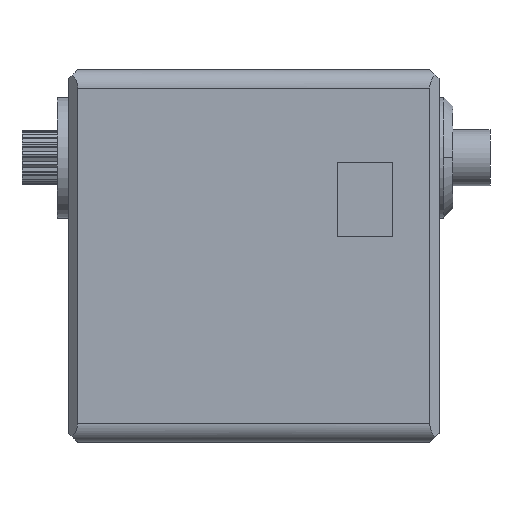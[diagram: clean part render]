
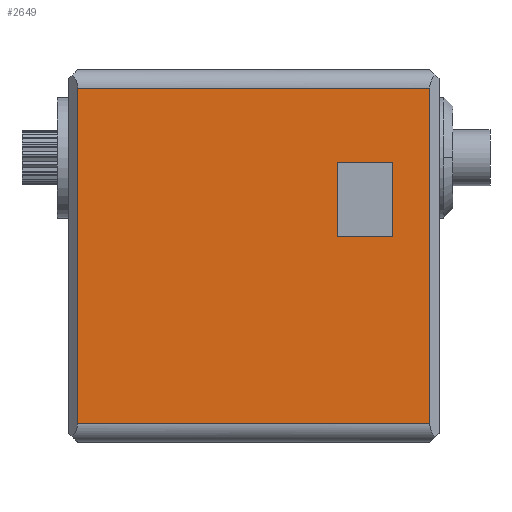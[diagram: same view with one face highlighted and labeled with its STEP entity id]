
A CAD part, top view. The second image highlights one B-rep face of the part: STEP entity #2649.
In plain terms, the highlighted planar face has unit normal (0, 0, 1).
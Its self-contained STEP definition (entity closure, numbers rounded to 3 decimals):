
#41 = VECTOR ( 'NONE', #2590, 1000. ) ;
#43 = VERTEX_POINT ( 'NONE', #2967 ) ;
#87 = DIRECTION ( 'NONE',  ( 0., 1., 0. ) ) ;
#141 = DIRECTION ( 'NONE',  ( 1., 0., 0. ) ) ;
#197 = EDGE_LOOP ( 'NONE', ( #2783, #1603, #2993, #3021 ) ) ;
#224 = CARTESIAN_POINT ( 'NONE',  ( 19., -18.1, 20. ) ) ;
#231 = VERTEX_POINT ( 'NONE', #723 ) ;
#312 = VERTEX_POINT ( 'NONE', #1834 ) ;
#332 = ORIENTED_EDGE ( 'NONE', *, *, #2506, .F. ) ;
#356 = EDGE_LOOP ( 'NONE', ( #1370, #332, #1697, #3060 ) ) ;
#383 = DIRECTION ( 'NONE',  ( 0., -1., 0. ) ) ;
#438 = EDGE_CURVE ( 'NONE', #2701, #1643, #1870, .T. ) ;
#516 = CARTESIAN_POINT ( 'NONE',  ( 9., 10.1, 20. ) ) ;
#678 = PLANE ( 'NONE',  #705 ) ;
#705 = AXIS2_PLACEMENT_3D ( 'NONE', #3032, #3309, #141 ) ;
#723 = CARTESIAN_POINT ( 'NONE',  ( 9., 2.1, 20. ) ) ;
#743 = DIRECTION ( 'NONE',  ( -1., 0., 0. ) ) ;
#753 = EDGE_CURVE ( 'NONE', #3084, #2165, #1644, .T. ) ;
#777 = CARTESIAN_POINT ( 'NONE',  ( -19., 18.1, 20. ) ) ;
#897 = CARTESIAN_POINT ( 'NONE',  ( -19., -18.1, 20. ) ) ;
#971 = VECTOR ( 'NONE', #3026, 1000. ) ;
#1105 = EDGE_CURVE ( 'NONE', #231, #2701, #2902, .T. ) ;
#1148 = DIRECTION ( 'NONE',  ( 0., 1., 0. ) ) ;
#1174 = VECTOR ( 'NONE', #1148, 1000. ) ;
#1181 = CARTESIAN_POINT ( 'NONE',  ( -19., -20.1, 20. ) ) ;
#1196 = CARTESIAN_POINT ( 'NONE',  ( 19., 20.1, 20. ) ) ;
#1302 = DIRECTION ( 'NONE',  ( 0., -1., 0. ) ) ;
#1333 = VECTOR ( 'NONE', #3269, 1000. ) ;
#1370 = ORIENTED_EDGE ( 'NONE', *, *, #1503, .F. ) ;
#1503 = EDGE_CURVE ( 'NONE', #2553, #231, #2860, .T. ) ;
#1550 = CARTESIAN_POINT ( 'NONE',  ( 9., 2.1, 20. ) ) ;
#1603 = ORIENTED_EDGE ( 'NONE', *, *, #1799, .T. ) ;
#1643 = VERTEX_POINT ( 'NONE', #2455 ) ;
#1644 = LINE ( 'NONE', #2426, #1333 ) ;
#1697 = ORIENTED_EDGE ( 'NONE', *, *, #438, .F. ) ;
#1799 = EDGE_CURVE ( 'NONE', #312, #43, #3086, .T. ) ;
#1834 = CARTESIAN_POINT ( 'NONE',  ( 19., 18.1, 20. ) ) ;
#1870 = LINE ( 'NONE', #1887, #1174 ) ;
#1887 = CARTESIAN_POINT ( 'NONE',  ( 15., 10.1, 20. ) ) ;
#1945 = CARTESIAN_POINT ( 'NONE',  ( 15., 2.1, 20. ) ) ;
#1956 = LINE ( 'NONE', #1181, #2398 ) ;
#2165 = VERTEX_POINT ( 'NONE', #224 ) ;
#2398 = VECTOR ( 'NONE', #383, 1000. ) ;
#2407 = EDGE_CURVE ( 'NONE', #2165, #312, #2468, .T. ) ;
#2426 = CARTESIAN_POINT ( 'NONE',  ( 19., -18.1, 20. ) ) ;
#2455 = CARTESIAN_POINT ( 'NONE',  ( 15., 10.1, 20. ) ) ;
#2458 = FACE_BOUND ( 'NONE', #356, .T. ) ;
#2468 = LINE ( 'NONE', #1196, #2503 ) ;
#2503 = VECTOR ( 'NONE', #87, 1000. ) ;
#2506 = EDGE_CURVE ( 'NONE', #1643, #2553, #2769, .T. ) ;
#2546 = CARTESIAN_POINT ( 'NONE',  ( 9., 10.1, 20. ) ) ;
#2553 = VERTEX_POINT ( 'NONE', #2546 ) ;
#2590 = DIRECTION ( 'NONE',  ( 1., 0., 0. ) ) ;
#2649 = ADVANCED_FACE ( 'NONE', ( #2458, #2748 ), #678, .T. ) ;
#2701 = VERTEX_POINT ( 'NONE', #1945 ) ;
#2748 = FACE_OUTER_BOUND ( 'NONE', #197, .T. ) ;
#2769 = LINE ( 'NONE', #3063, #971 ) ;
#2783 = ORIENTED_EDGE ( 'NONE', *, *, #2407, .T. ) ;
#2826 = VECTOR ( 'NONE', #1302, 1000. ) ;
#2860 = LINE ( 'NONE', #516, #2826 ) ;
#2902 = LINE ( 'NONE', #1550, #41 ) ;
#2967 = CARTESIAN_POINT ( 'NONE',  ( -19., 18.1, 20. ) ) ;
#2993 = ORIENTED_EDGE ( 'NONE', *, *, #3074, .T. ) ;
#3021 = ORIENTED_EDGE ( 'NONE', *, *, #753, .T. ) ;
#3026 = DIRECTION ( 'NONE',  ( -1., 0., 0. ) ) ;
#3032 = CARTESIAN_POINT ( 'NONE',  ( 0., 0., 20. ) ) ;
#3060 = ORIENTED_EDGE ( 'NONE', *, *, #1105, .F. ) ;
#3063 = CARTESIAN_POINT ( 'NONE',  ( 9., 10.1, 20. ) ) ;
#3074 = EDGE_CURVE ( 'NONE', #43, #3084, #1956, .T. ) ;
#3084 = VERTEX_POINT ( 'NONE', #897 ) ;
#3086 = LINE ( 'NONE', #777, #3320 ) ;
#3269 = DIRECTION ( 'NONE',  ( 1., 0., 0. ) ) ;
#3309 = DIRECTION ( 'NONE',  ( 0., 0., 1. ) ) ;
#3320 = VECTOR ( 'NONE', #743, 1000. ) ;
